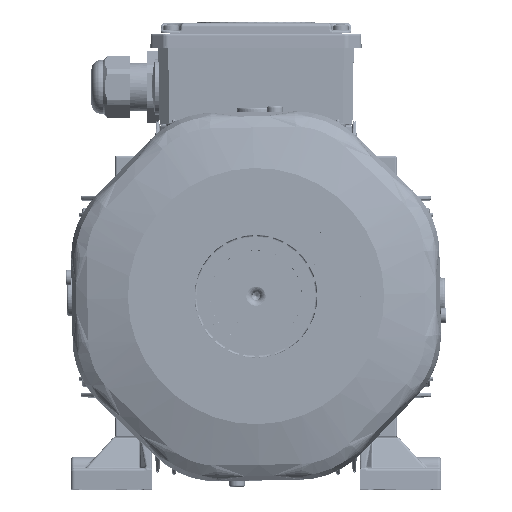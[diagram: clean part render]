
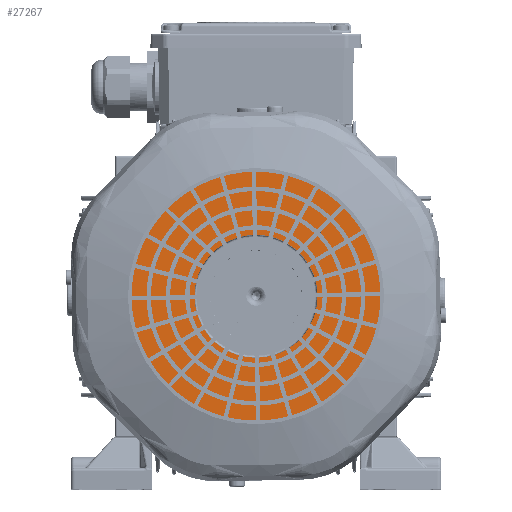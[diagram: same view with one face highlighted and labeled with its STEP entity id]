
A CAD part, top view. The second image highlights one B-rep face of the part: STEP entity #27267.
In plain terms, the highlighted planar face has unit normal (0, 0, 1).
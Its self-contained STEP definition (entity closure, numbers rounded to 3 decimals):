
#11064=FACE_BOUND('',#40392,.T.);
#11065=FACE_BOUND('',#40393,.T.);
#12147=PLANE('',#122320);
#27267=ADVANCED_FACE('',(#11064,#11065),#12147,.T.);
#40392=EDGE_LOOP('',(#57365));
#40393=EDGE_LOOP('',(#57366));
#57365=ORIENTED_EDGE('',*,*,#97909,.T.);
#57366=ORIENTED_EDGE('',*,*,#97910,.T.);
#84321=VERTEX_POINT('',#190398);
#84322=VERTEX_POINT('',#190400);
#97909=EDGE_CURVE('',#84321,#84321,#114831,.T.);
#97910=EDGE_CURVE('',#84322,#84322,#114832,.T.);
#114831=CIRCLE('',#122318,75.5);
#114832=CIRCLE('',#122319,31.93);
#122318=AXIS2_PLACEMENT_3D('',#190397,#139562,#139563);
#122319=AXIS2_PLACEMENT_3D('',#190399,#139564,#139565);
#122320=AXIS2_PLACEMENT_3D('',#190401,#139566,#139567);
#139562=DIRECTION('',(0.,0.,1.));
#139563=DIRECTION('',(1.,0.,0.));
#139564=DIRECTION('',(0.,0.,-1.));
#139565=DIRECTION('',(1.,0.,0.));
#139566=DIRECTION('',(0.,0.,1.));
#139567=DIRECTION('',(1.,0.,0.));
#190397=CARTESIAN_POINT('',(0.,0.,341.85));
#190398=CARTESIAN_POINT('',(75.5,0.,341.85));
#190399=CARTESIAN_POINT('',(0.,0.,341.85));
#190400=CARTESIAN_POINT('',(31.93,0.,341.85));
#190401=CARTESIAN_POINT('',(0.,0.,341.85));
